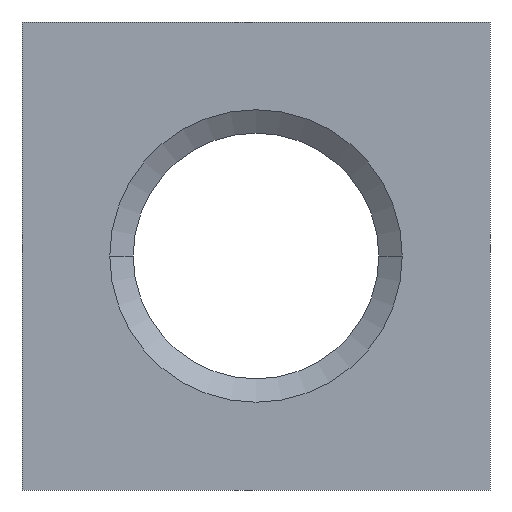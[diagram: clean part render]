
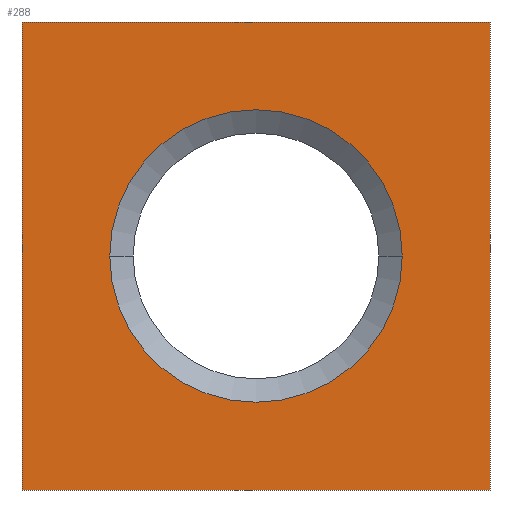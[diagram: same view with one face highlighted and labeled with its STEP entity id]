
A CAD part, front view. The second image highlights one B-rep face of the part: STEP entity #288.
In plain terms, the highlighted face is planar.
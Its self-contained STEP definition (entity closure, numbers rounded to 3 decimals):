
#19 = DIRECTION ( 'NONE',  ( -1., 0., 0. ) ) ;
#20 = ORIENTED_EDGE ( 'NONE', *, *, #481, .F. ) ;
#30 = CIRCLE ( 'NONE', #344, 2.5 ) ;
#34 = ORIENTED_EDGE ( 'NONE', *, *, #78, .F. ) ;
#38 = CARTESIAN_POINT ( 'NONE',  ( -4., -4., -2.7 ) ) ;
#40 = EDGE_CURVE ( 'NONE', #278, #293, #30, .T. ) ;
#44 = LINE ( 'NONE', #38, #247 ) ;
#50 = EDGE_CURVE ( 'NONE', #488, #252, #44, .T. ) ;
#56 = EDGE_CURVE ( 'NONE', #252, #90, #480, .T. ) ;
#68 = LINE ( 'NONE', #475, #495 ) ;
#78 = EDGE_CURVE ( 'NONE', #340, #488, #68, .T. ) ;
#80 = DIRECTION ( 'NONE',  ( -1., 0., 0. ) ) ;
#84 = FACE_BOUND ( 'NONE', #145, .T. ) ;
#86 = AXIS2_PLACEMENT_3D ( 'NONE', #506, #186, #516 ) ;
#87 = EDGE_CURVE ( 'NONE', #293, #278, #347, .T. ) ;
#90 = VERTEX_POINT ( 'NONE', #352 ) ;
#122 = ORIENTED_EDGE ( 'NONE', *, *, #87, .T. ) ;
#129 = CARTESIAN_POINT ( 'NONE',  ( 2.5, 0., -2.7 ) ) ;
#130 = EDGE_LOOP ( 'NONE', ( #34, #20, #448, #377 ) ) ;
#145 = EDGE_LOOP ( 'NONE', ( #122, #366 ) ) ;
#152 = VECTOR ( 'NONE', #289, 1000. ) ;
#186 = DIRECTION ( 'NONE',  ( 0., 0., -1. ) ) ;
#247 = VECTOR ( 'NONE', #536, 1000. ) ;
#252 = VERTEX_POINT ( 'NONE', #422 ) ;
#272 = PLANE ( 'NONE',  #86 ) ;
#278 = VERTEX_POINT ( 'NONE', #510 ) ;
#280 = DIRECTION ( 'NONE',  ( 0., -1., 0. ) ) ;
#282 = CARTESIAN_POINT ( 'NONE',  ( 0., 0., -2.7 ) ) ;
#288 = ADVANCED_FACE ( 'NONE', ( #84, #521 ), #272, .T. ) ;
#289 = DIRECTION ( 'NONE',  ( -1., 0., 0. ) ) ;
#293 = VERTEX_POINT ( 'NONE', #129 ) ;
#314 = DIRECTION ( 'NONE',  ( 0., 0., 1. ) ) ;
#328 = CARTESIAN_POINT ( 'NONE',  ( 4., -4., -2.7 ) ) ;
#340 = VERTEX_POINT ( 'NONE', #499 ) ;
#344 = AXIS2_PLACEMENT_3D ( 'NONE', #491, #407, #80 ) ;
#347 = CIRCLE ( 'NONE', #445, 2.5 ) ;
#352 = CARTESIAN_POINT ( 'NONE',  ( 4., 4., -2.7 ) ) ;
#366 = ORIENTED_EDGE ( 'NONE', *, *, #40, .T. ) ;
#377 = ORIENTED_EDGE ( 'NONE', *, *, #50, .F. ) ;
#407 = DIRECTION ( 'NONE',  ( 0., 0., 1. ) ) ;
#415 = LINE ( 'NONE', #525, #152 ) ;
#422 = CARTESIAN_POINT ( 'NONE',  ( 4., -4., -2.7 ) ) ;
#439 = DIRECTION ( 'NONE',  ( 0., 1., 0. ) ) ;
#445 = AXIS2_PLACEMENT_3D ( 'NONE', #282, #314, #19 ) ;
#448 = ORIENTED_EDGE ( 'NONE', *, *, #56, .F. ) ;
#475 = CARTESIAN_POINT ( 'NONE',  ( -4., -4., -2.7 ) ) ;
#480 = LINE ( 'NONE', #328, #542 ) ;
#481 = EDGE_CURVE ( 'NONE', #90, #340, #415, .T. ) ;
#486 = CARTESIAN_POINT ( 'NONE',  ( -4., -4., -2.7 ) ) ;
#488 = VERTEX_POINT ( 'NONE', #486 ) ;
#491 = CARTESIAN_POINT ( 'NONE',  ( 0., 0., -2.7 ) ) ;
#495 = VECTOR ( 'NONE', #280, 1000. ) ;
#499 = CARTESIAN_POINT ( 'NONE',  ( -4., 4., -2.7 ) ) ;
#506 = CARTESIAN_POINT ( 'NONE',  ( -4., 4., -2.7 ) ) ;
#510 = CARTESIAN_POINT ( 'NONE',  ( -2.5, 0., -2.7 ) ) ;
#516 = DIRECTION ( 'NONE',  ( -1., 0., 0. ) ) ;
#521 = FACE_OUTER_BOUND ( 'NONE', #130, .T. ) ;
#525 = CARTESIAN_POINT ( 'NONE',  ( -4., 4., -2.7 ) ) ;
#536 = DIRECTION ( 'NONE',  ( 1., 0., 0. ) ) ;
#542 = VECTOR ( 'NONE', #439, 1000. ) ;
